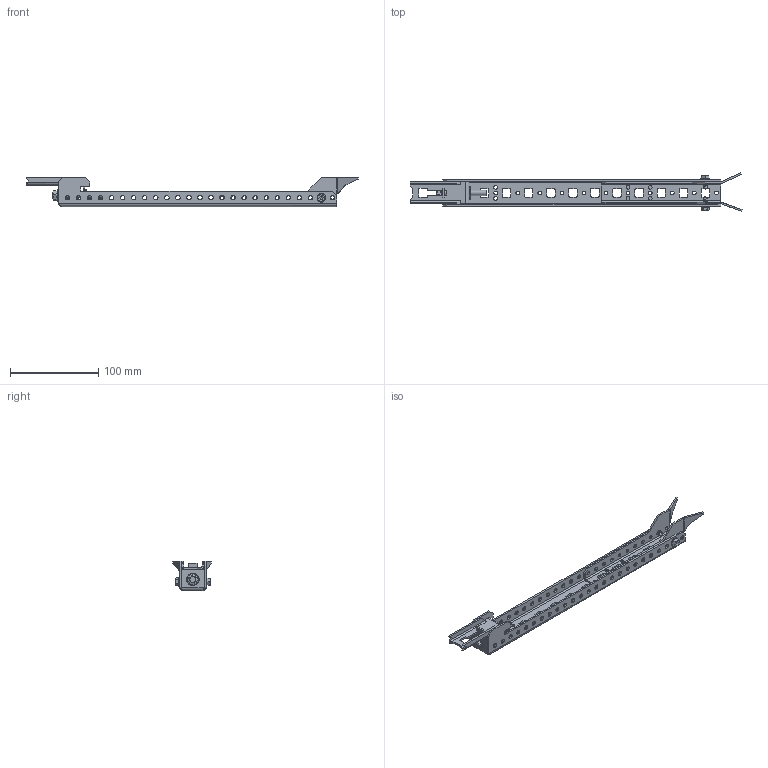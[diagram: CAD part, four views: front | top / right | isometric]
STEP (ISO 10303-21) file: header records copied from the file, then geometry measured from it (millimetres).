
FILE_DESCRIPTION (( 'STEP AP203' ), '1' );
FILE_NAME ('MG 50 E ÑÁ Ðåéêà ìîíòàæíàÿ.STEP', '2024-10-15T12:39:21', ( '' ), ( '' ), 'SwSTEP 2.0', 'SolidWorks 2022', '' );
FILE_SCHEMA (( 'CONFIG_CONTROL_DESIGN' ));
Length unit declared in the file: millimetre
Products named in the file (1): MG 50 E СБ Рейка монтажная
Bounding box: 375.93 x 43.65 x 33 mm (x, y, z)
Volume: 57432.9 mm3; surface area: 64852.6 mm2
Topology: 7 solids, 7 shells, 697 faces, 1870 edges, 1186 vertices
Faces by surface type: cylinder 332, plane 271, cone 62, bspline 28, torus 4
Entity records: 23877 total; most frequent: CARTESIAN_POINT 5886, ORIENTED_EDGE 3724, DIRECTION 3700, EDGE_CURVE 1862, AXIS2_PLACEMENT_3D 1348, VERTEX_POINT 1186, LINE 1004, VECTOR 1004
